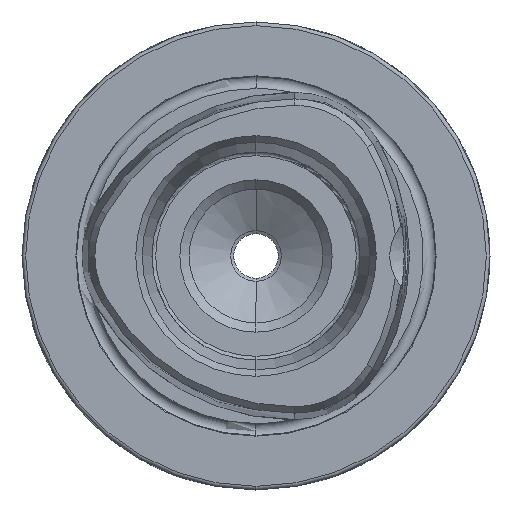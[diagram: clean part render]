
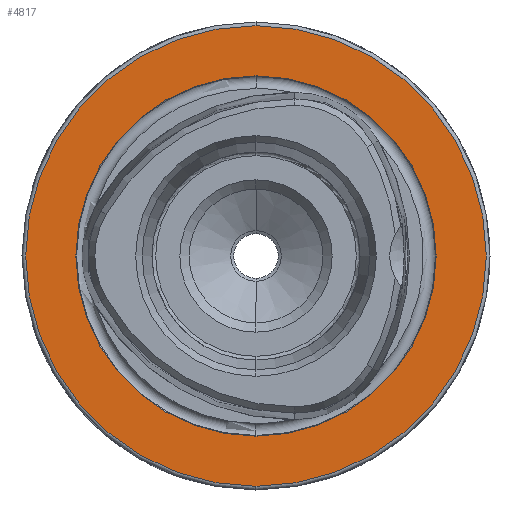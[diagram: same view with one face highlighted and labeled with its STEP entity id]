
A CAD part, left-side view. The second image highlights one B-rep face of the part: STEP entity #4817.
In plain terms, the highlighted planar face has unit normal (-1, 0, 0).
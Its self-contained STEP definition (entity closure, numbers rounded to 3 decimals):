
#104 = EDGE_CURVE ( 'NONE', #3709, #3710, #3903, .T. ) ;
#108 = EDGE_CURVE ( 'NONE', #3712, #3713, #3910, .T. ) ;
#850 = EDGE_CURVE ( 'NONE', #3713, #3712, #4645, .T. ) ;
#851 = EDGE_CURVE ( 'NONE', #3710, #3709, #4646, .T. ) ;
#1297 = AXIS2_PLACEMENT_3D ( 'NONE', #5407, #5408, #5409 ) ;
#1300 = AXIS2_PLACEMENT_3D ( 'NONE', #5416, #5417, #5418 ) ;
#1867 = ORIENTED_EDGE ( 'NONE', *, *, #851, .F. ) ;
#1868 = ORIENTED_EDGE ( 'NONE', *, *, #104, .F. ) ;
#1869 = ORIENTED_EDGE ( 'NONE', *, *, #108, .T. ) ;
#1870 = ORIENTED_EDGE ( 'NONE', *, *, #850, .T. ) ;
#3148 = EDGE_LOOP ( 'NONE', ( #1867, #1868 ) ) ;
#3149 = EDGE_LOOP ( 'NONE', ( #1869, #1870 ) ) ;
#3709 = VERTEX_POINT ( 'NONE', #12013 ) ;
#3710 = VERTEX_POINT ( 'NONE', #12014 ) ;
#3712 = VERTEX_POINT ( 'NONE', #12016 ) ;
#3713 = VERTEX_POINT ( 'NONE', #12017 ) ;
#3903 = CIRCLE ( 'NONE', #1297, 24.25 ) ;
#3910 = CIRCLE ( 'NONE', #1300, 31. ) ;
#4645 = CIRCLE ( 'NONE', #6810, 31. ) ;
#4646 = CIRCLE ( 'NONE', #6811, 24.25 ) ;
#4817 = ADVANCED_FACE ( 'NONE', ( #10363, #10367 ), #12149, .F. ) ;
#5407 = CARTESIAN_POINT ( 'NONE',  ( 0., 0., 0. ) ) ;
#5408 = DIRECTION ( 'NONE',  ( -1., 0., 0. ) ) ;
#5409 = DIRECTION ( 'NONE',  ( 0., 0., 1. ) ) ;
#5416 = CARTESIAN_POINT ( 'NONE',  ( 0., 0., 0. ) ) ;
#5417 = DIRECTION ( 'NONE',  ( -1., 0., 0. ) ) ;
#5418 = DIRECTION ( 'NONE',  ( 0., 0., 1. ) ) ;
#6810 = AXIS2_PLACEMENT_3D ( 'NONE', #9574, #9575, #9576 ) ;
#6811 = AXIS2_PLACEMENT_3D ( 'NONE', #9579, #9580, #9581 ) ;
#6939 = AXIS2_PLACEMENT_3D ( 'NONE', #12148, #12147, #12151 ) ;
#9574 = CARTESIAN_POINT ( 'NONE',  ( 0., 0., 0. ) ) ;
#9575 = DIRECTION ( 'NONE',  ( -1., 0., 0. ) ) ;
#9576 = DIRECTION ( 'NONE',  ( 0., 0., 1. ) ) ;
#9579 = CARTESIAN_POINT ( 'NONE',  ( 0., 0., 0. ) ) ;
#9580 = DIRECTION ( 'NONE',  ( -1., 0., 0. ) ) ;
#9581 = DIRECTION ( 'NONE',  ( 0., 0., 1. ) ) ;
#10363 = FACE_BOUND ( 'NONE', #3148, .T. ) ;
#10367 = FACE_OUTER_BOUND ( 'NONE', #3149, .T. ) ;
#12013 = CARTESIAN_POINT ( 'NONE',  ( 0., 0., -24.25 ) ) ;
#12014 = CARTESIAN_POINT ( 'NONE',  ( 0., 0., 24.25 ) ) ;
#12016 = CARTESIAN_POINT ( 'NONE',  ( 0., 0., 31. ) ) ;
#12017 = CARTESIAN_POINT ( 'NONE',  ( 0., 0., -31. ) ) ;
#12147 = DIRECTION ( 'NONE',  ( 1., 0., 0. ) ) ;
#12148 = CARTESIAN_POINT ( 'NONE',  ( 0., 24.25, 0. ) ) ;
#12149 = PLANE ( 'NONE',  #6939 ) ;
#12151 = DIRECTION ( 'NONE',  ( 0., 0., -1. ) ) ;
